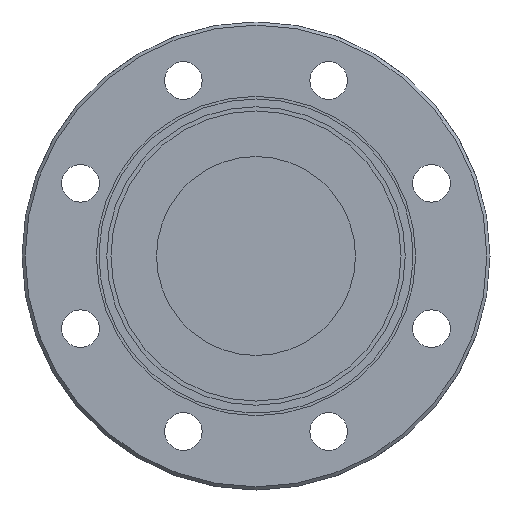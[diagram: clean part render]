
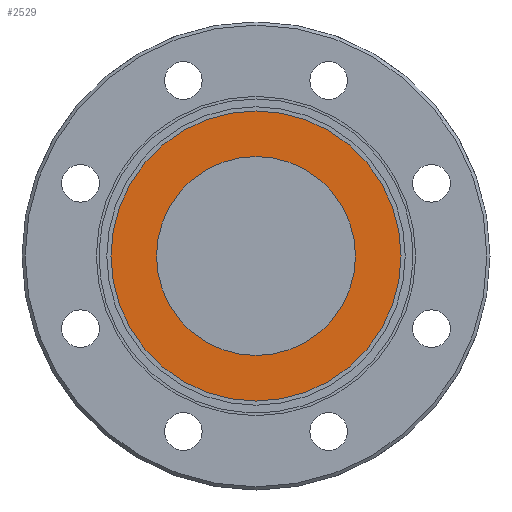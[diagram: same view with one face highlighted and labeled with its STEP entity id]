
A CAD part, front view. The second image highlights one B-rep face of the part: STEP entity #2529.
In plain terms, the highlighted planar face has unit normal (0, -1, 0).
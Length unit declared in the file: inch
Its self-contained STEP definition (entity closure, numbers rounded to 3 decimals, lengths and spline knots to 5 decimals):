
#54 = CARTESIAN_POINT ( 'NONE',  ( 0., 0., -1.385 ) ) ;
#58 = EDGE_LOOP ( 'NONE', ( #2579, #1371 ) ) ;
#78 = DIRECTION ( 'NONE',  ( 0., 0., -1. ) ) ;
#188 = FACE_OUTER_BOUND ( 'NONE', #562, .T. ) ;
#231 = VERTEX_POINT ( 'NONE', #865 ) ;
#232 = PLANE ( 'NONE',  #1009 ) ;
#240 = CARTESIAN_POINT ( 'NONE',  ( 0.95, 0., 0. ) ) ;
#295 = DIRECTION ( 'NONE',  ( 0., 1., 0. ) ) ;
#438 = VERTEX_POINT ( 'NONE', #1689 ) ;
#475 = ORIENTED_EDGE ( 'NONE', *, *, #1557, .F. ) ;
#483 = ORIENTED_EDGE ( 'NONE', *, *, #2023, .F. ) ;
#555 = CIRCLE ( 'NONE', #598, 1.385 ) ;
#562 = EDGE_LOOP ( 'NONE', ( #483, #475 ) ) ;
#598 = AXIS2_PLACEMENT_3D ( 'NONE', #2869, #1328, #1124 ) ;
#726 = CARTESIAN_POINT ( 'NONE',  ( 0., 0., 0. ) ) ;
#735 = CARTESIAN_POINT ( 'NONE',  ( 0., 0., -0.95 ) ) ;
#765 = EDGE_CURVE ( 'NONE', #438, #1435, #974, .T. ) ;
#865 = CARTESIAN_POINT ( 'NONE',  ( 0., 0., 1.385 ) ) ;
#974 = CIRCLE ( 'NONE', #2136, 0.95 ) ;
#982 = DIRECTION ( 'NONE',  ( 0., 1., 0. ) ) ;
#1009 = AXIS2_PLACEMENT_3D ( 'NONE', #240, #2882, #1123 ) ;
#1101 = CIRCLE ( 'NONE', #2169, 0.95 ) ;
#1123 = DIRECTION ( 'NONE',  ( 0., 0., -1. ) ) ;
#1124 = DIRECTION ( 'NONE',  ( 0., 0., -1. ) ) ;
#1328 = DIRECTION ( 'NONE',  ( 0., 1., 0. ) ) ;
#1371 = ORIENTED_EDGE ( 'NONE', *, *, #2682, .T. ) ;
#1435 = VERTEX_POINT ( 'NONE', #735 ) ;
#1557 = EDGE_CURVE ( 'NONE', #2329, #231, #2639, .T. ) ;
#1638 = DIRECTION ( 'NONE',  ( 0., 0., -1. ) ) ;
#1659 = AXIS2_PLACEMENT_3D ( 'NONE', #2371, #1923, #78 ) ;
#1689 = CARTESIAN_POINT ( 'NONE',  ( 0., 0., 0.95 ) ) ;
#1923 = DIRECTION ( 'NONE',  ( 0., 1., 0. ) ) ;
#2023 = EDGE_CURVE ( 'NONE', #231, #2329, #555, .T. ) ;
#2136 = AXIS2_PLACEMENT_3D ( 'NONE', #2296, #295, #2740 ) ;
#2169 = AXIS2_PLACEMENT_3D ( 'NONE', #726, #982, #1638 ) ;
#2296 = CARTESIAN_POINT ( 'NONE',  ( 0., 0., 0. ) ) ;
#2329 = VERTEX_POINT ( 'NONE', #54 ) ;
#2371 = CARTESIAN_POINT ( 'NONE',  ( 0., 0., 0. ) ) ;
#2529 = ADVANCED_FACE ( 'NONE', ( #2663, #188 ), #232, .T. ) ;
#2579 = ORIENTED_EDGE ( 'NONE', *, *, #765, .T. ) ;
#2639 = CIRCLE ( 'NONE', #1659, 1.385 ) ;
#2663 = FACE_BOUND ( 'NONE', #58, .T. ) ;
#2682 = EDGE_CURVE ( 'NONE', #1435, #438, #1101, .T. ) ;
#2740 = DIRECTION ( 'NONE',  ( 0., 0., -1. ) ) ;
#2869 = CARTESIAN_POINT ( 'NONE',  ( 0., 0., 0. ) ) ;
#2882 = DIRECTION ( 'NONE',  ( 0., -1., 0. ) ) ;
